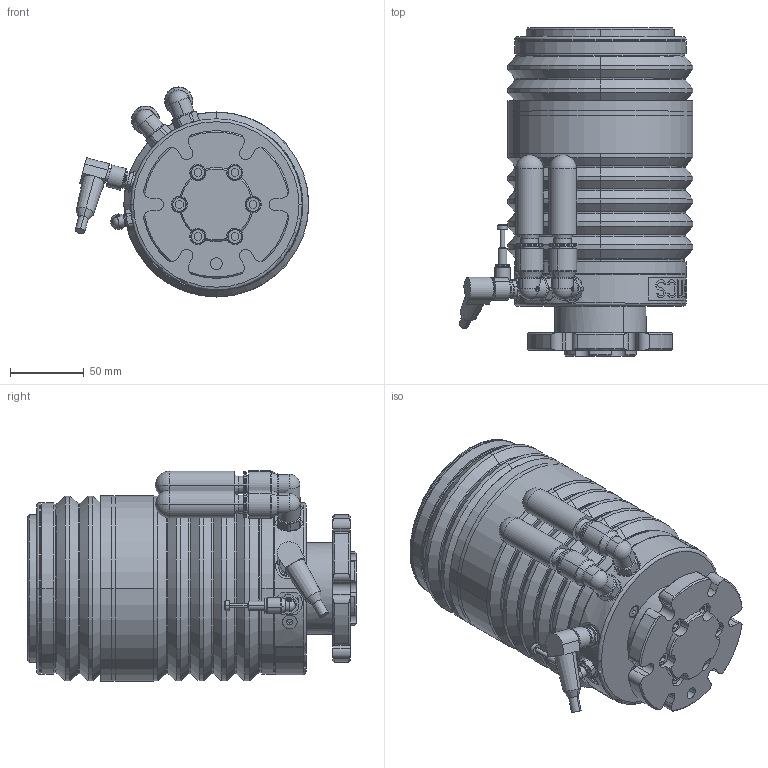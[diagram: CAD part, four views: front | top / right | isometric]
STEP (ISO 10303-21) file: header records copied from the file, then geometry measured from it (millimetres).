
FILE_DESCRIPTION((''),'2;1');
FILE_NAME('ACF-111-04_LMID','2017-01-30T',('raphael.gstettenhofe'),(''),'PRO/ENGINEER BY PARAMETRIC TECHNOLOGY CORPORATION, 2011410','PRO/ENGINEER BY PARAMETRIC TECHNOLOGY CORPORATION, 2011410','');
FILE_SCHEMA(('CONFIG_CONTROL_DESIGN','SHAPE_APPEARANCE_LAYERS_GROUPS'));
Products named in the file (1): ACF-111-04_LMID
Bounding box: 158.05 x 222.35 x 142.11 mm (x, y, z)
Volume: 2046403.2 mm3; surface area: 198113.2 mm2
Topology: 1 solids, 3 shells, 1107 faces, 2759 edges, 1756 vertices
Faces by surface type: plane 385, cylinder 297, bspline 217, cone 140, torus 57, sphere 11
Entity records: 48590 total; most frequent: CARTESIAN_POINT 18244, ORIENTED_EDGE 5496, DIRECTION 4856, EDGE_CURVE 2748, AXIS2_PLACEMENT_3D 1820, VERTEX_POINT 1756, VECTOR 1216, LINE 1216
